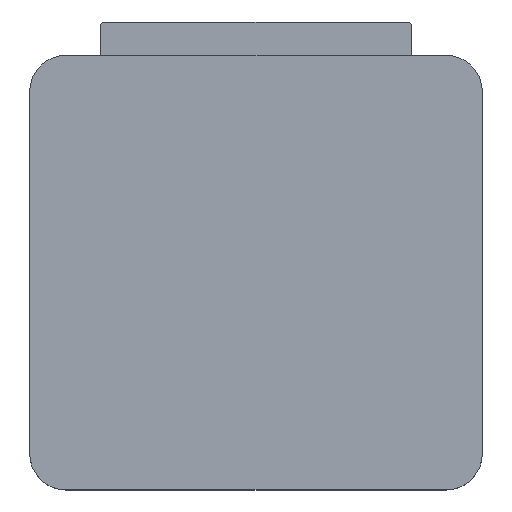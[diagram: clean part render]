
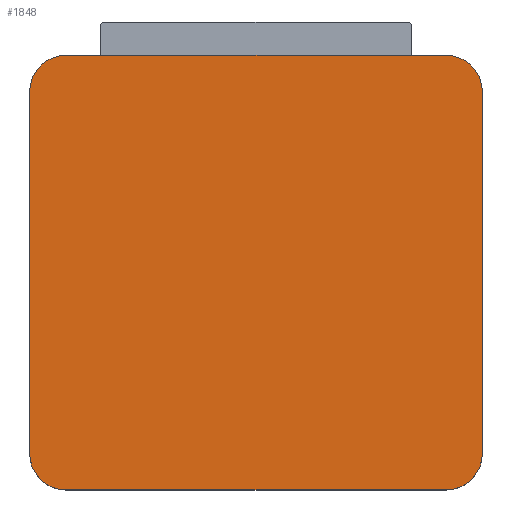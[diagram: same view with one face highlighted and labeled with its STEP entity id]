
A CAD part, top view. The second image highlights one B-rep face of the part: STEP entity #1848.
In plain terms, the highlighted planar face has unit normal (0, 0, 1).
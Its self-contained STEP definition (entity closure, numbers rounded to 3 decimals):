
#1662=CIRCLE('',#9081,2.);
#1664=CIRCLE('',#9085,2.);
#1666=CIRCLE('',#9089,2.);
#1668=CIRCLE('',#9093,2.);
#1848=ADVANCED_FACE('',(#2608),#2262,.F.);
#2262=PLANE('',#9095);
#2608=FACE_OUTER_BOUND('',#3046,.T.);
#3046=EDGE_LOOP('',(#3553,#3554,#3555,#3556,#3557,#3558,#3559,#3560));
#3553=ORIENTED_EDGE('',*,*,#6291,.F.);
#3554=ORIENTED_EDGE('',*,*,#6312,.F.);
#3555=ORIENTED_EDGE('',*,*,#6309,.F.);
#3556=ORIENTED_EDGE('',*,*,#6306,.F.);
#3557=ORIENTED_EDGE('',*,*,#6303,.F.);
#3558=ORIENTED_EDGE('',*,*,#6300,.F.);
#3559=ORIENTED_EDGE('',*,*,#6297,.F.);
#3560=ORIENTED_EDGE('',*,*,#6294,.F.);
#5571=VERTEX_POINT('',#11889);
#5572=VERTEX_POINT('',#11891);
#5574=VERTEX_POINT('',#11897);
#5576=VERTEX_POINT('',#11903);
#5578=VERTEX_POINT('',#11909);
#5580=VERTEX_POINT('',#11915);
#5582=VERTEX_POINT('',#11921);
#5584=VERTEX_POINT('',#11927);
#6291=EDGE_CURVE('',#5571,#5572,#7325,.T.);
#6294=EDGE_CURVE('',#5572,#5574,#1662,.T.);
#6297=EDGE_CURVE('',#5574,#5576,#7329,.T.);
#6300=EDGE_CURVE('',#5576,#5578,#1664,.T.);
#6303=EDGE_CURVE('',#5578,#5580,#7333,.T.);
#6306=EDGE_CURVE('',#5580,#5582,#1666,.T.);
#6309=EDGE_CURVE('',#5582,#5584,#7337,.T.);
#6312=EDGE_CURVE('',#5584,#5571,#1668,.T.);
#7325=LINE('',#11890,#8195);
#7329=LINE('',#11902,#8199);
#7333=LINE('',#11914,#8203);
#7337=LINE('',#11926,#8207);
#8195=VECTOR('',#9765,1.);
#8199=VECTOR('',#9777,1.);
#8203=VECTOR('',#9789,1.);
#8207=VECTOR('',#9801,1.);
#9081=AXIS2_PLACEMENT_3D('',#11896,#9771,#9772);
#9085=AXIS2_PLACEMENT_3D('',#11908,#9783,#9784);
#9089=AXIS2_PLACEMENT_3D('',#11920,#9795,#9796);
#9093=AXIS2_PLACEMENT_3D('',#11931,#9807,#9808);
#9095=AXIS2_PLACEMENT_3D('',#11933,#9811,#9812);
#9765=DIRECTION('',(-1.,0.,0.));
#9771=DIRECTION('',(0.,0.,-1.));
#9772=DIRECTION('',(1.,0.,0.));
#9777=DIRECTION('',(0.,1.,0.));
#9783=DIRECTION('',(0.,0.,-1.));
#9784=DIRECTION('',(1.,0.,0.));
#9789=DIRECTION('',(1.,0.,0.));
#9795=DIRECTION('',(0.,0.,-1.));
#9796=DIRECTION('',(1.,0.,0.));
#9801=DIRECTION('',(0.,-1.,0.));
#9807=DIRECTION('',(0.,0.,-1.));
#9808=DIRECTION('',(1.,0.,0.));
#9811=DIRECTION('',(0.,0.,-1.));
#9812=DIRECTION('',(-1.,0.,0.));
#11889=CARTESIAN_POINT('',(23.,0.,1.6));
#11890=CARTESIAN_POINT('',(23.,0.,1.6));
#11891=CARTESIAN_POINT('',(2.,0.,1.6));
#11896=CARTESIAN_POINT('',(2.,2.,1.6));
#11897=CARTESIAN_POINT('',(0.,2.,1.6));
#11902=CARTESIAN_POINT('',(0.,2.,1.6));
#11903=CARTESIAN_POINT('',(0.,22.,1.6));
#11908=CARTESIAN_POINT('',(2.,22.,1.6));
#11909=CARTESIAN_POINT('',(2.,24.,1.6));
#11914=CARTESIAN_POINT('',(2.,24.,1.6));
#11915=CARTESIAN_POINT('',(23.,24.,1.6));
#11920=CARTESIAN_POINT('',(23.,22.,1.6));
#11921=CARTESIAN_POINT('',(25.,22.,1.6));
#11926=CARTESIAN_POINT('',(25.,22.,1.6));
#11927=CARTESIAN_POINT('',(25.,2.,1.6));
#11931=CARTESIAN_POINT('',(23.,2.,1.6));
#11933=CARTESIAN_POINT('',(2.,2.,1.6));
